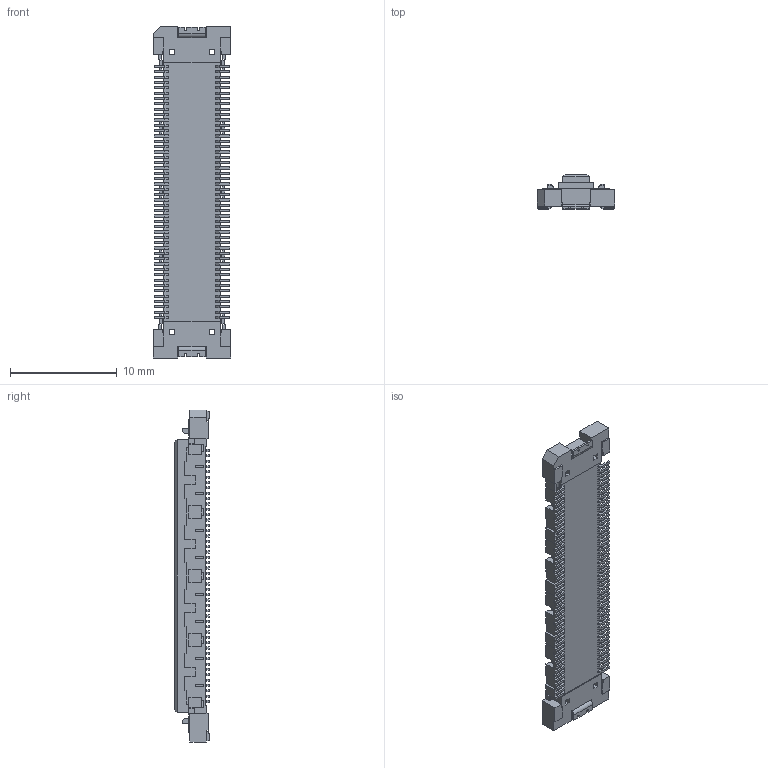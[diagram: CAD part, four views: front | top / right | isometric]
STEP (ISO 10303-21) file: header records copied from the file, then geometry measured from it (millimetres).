
FILE_DESCRIPTION(('CoCreate Modeling STEP Export'),'2;1');
FILE_NAME('FX10B-96S-SV.stp','2010-07-30T10:34:40',(''),(''),'CoCreate Modeling STEP processor for AP214 (Solid Model)','CoCreate Modeling 17.0 01-Apr-2010 (C) Parametric Technology GmbH','');
FILE_SCHEMA(('AUTOMOTIVE_DESIGN { 1 0 10303 214 1 1 1 1 }'));
Length unit declared in the file: millimetre
Products named in the file (1): FX10B-96S-SV
Bounding box: 7.3 x 3.2 x 31.1 mm (x, y, z)
Volume: 304.9 mm3; surface area: 904.9 mm2
Topology: 1 solids, 1 shells, 1158 faces, 3091 edges, 2054 vertices
Faces by surface type: plane 1132, cylinder 26
Entity records: 35036 total; most frequent: CARTESIAN_POINT 6237, ORIENTED_EDGE 6182, DIRECTION 5353, EDGE_CURVE 3091, VECTOR 3013, LINE 3013, VERTEX_POINT 2054, EDGE_LOOP 1285
